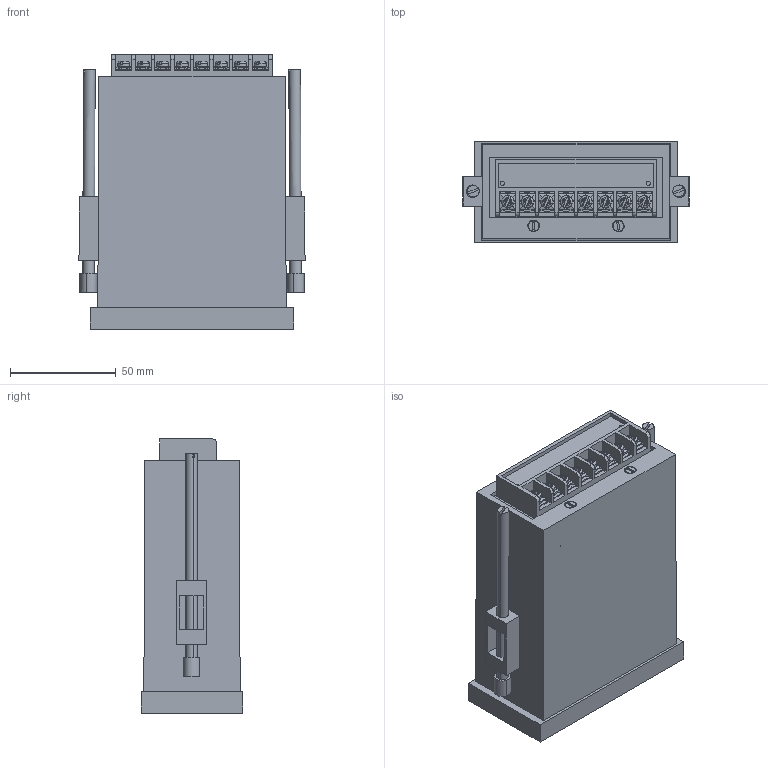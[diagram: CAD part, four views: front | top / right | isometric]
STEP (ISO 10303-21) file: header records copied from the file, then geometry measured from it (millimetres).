
FILE_DESCRIPTION (( 'STEP AP214' ), '1' );
FILE_NAME ('IC-148-06.STEP', '2022-01-17T14:25:06', ( '' ), ( '' ), 'SwSTEP 2.0', 'SolidWorks 2017', '' );
FILE_SCHEMA (( 'AUTOMOTIVE_DESIGN' ));
Length unit declared in the file: millimetre
Products named in the file (75): Screw-Countershank; Red Transparent Sheet RTS-96-01; C-Type Terminal Nut; Screw; Washer; Front Plate FP-48-01; D-Type Terminal-Sheet metal; Screw-Countershank-Small; IC-148-Horizontal PCB; Clamp-Plastic-1; BrassInsert; Clamp-Plastic-2; IC-148-06; BP-48-01; Screw-smallest; Clamp-Metal-110; Back Plate BP-48-01.with D Type TerminalSLDASM; D Type Terminal TC-D; Screw+Washer; Case IC-148; Clamp-110; Front Plate FP-48-01 with Acryalic Red
Assembly tree (35 placements, depth 5):
  Screw-Countershank
  Screw
  Washer
  Front Plate FP-48-01
  D-Type Terminal-Sheet metal
Bounding box: 106.8 x 48 x 129.5 mm (x, y, z)
Volume: 114797.6 mm3; surface area: 128291.7 mm2
Topology: 53 solids, 53 shells, 1674 faces, 4293 edges, 2704 vertices
Faces by surface type: plane 1031, cylinder 501, cone 62, bspline 32, torus 24, sphere 24
Entity records: 21311 total; most frequent: CARTESIAN_POINT 4148, ORIENTED_EDGE 3302, DIRECTION 3178, EDGE_CURVE 1651, LINE 1240, VECTOR 1240, VERTEX_POINT 1071, AXIS2_PLACEMENT_3D 969
